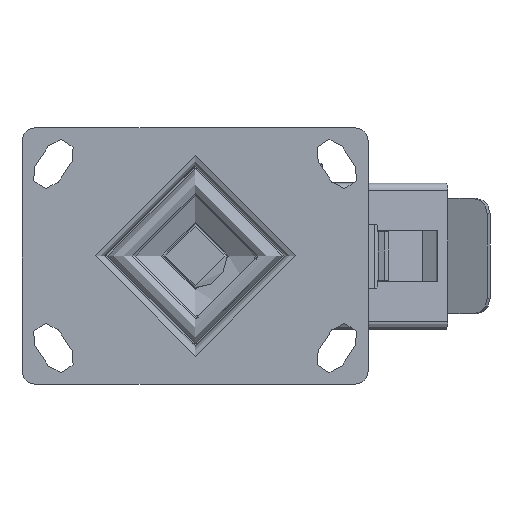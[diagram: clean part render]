
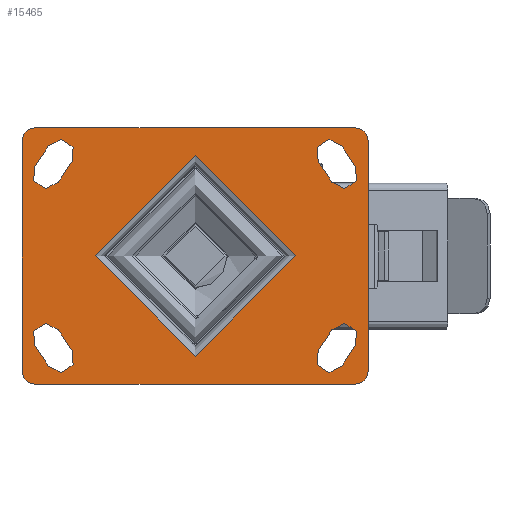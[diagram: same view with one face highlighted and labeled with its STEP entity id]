
A CAD part, top view. The second image highlights one B-rep face of the part: STEP entity #15465.
In plain terms, the highlighted planar face has unit normal (0, 0, 1).
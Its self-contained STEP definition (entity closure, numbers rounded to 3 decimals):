
#1115=FACE_BOUND('',#5239,.T.);
#1116=FACE_BOUND('',#5240,.T.);
#1117=FACE_BOUND('',#5241,.T.);
#1118=FACE_BOUND('',#5242,.T.);
#1119=FACE_BOUND('',#5243,.T.);
#1281=PLANE('',#16796);
#1873=LINE('',#22650,#3007);
#1875=LINE('',#22653,#3009);
#1877=LINE('',#22656,#3011);
#1879=LINE('',#22659,#3013);
#1881=LINE('',#22662,#3015);
#1883=LINE('',#22665,#3017);
#1885=LINE('',#22668,#3019);
#1887=LINE('',#22671,#3021);
#1888=LINE('',#22673,#3022);
#1890=LINE('',#22676,#3024);
#1891=LINE('',#22677,#3025);
#1892=LINE('',#22678,#3026);
#3007=VECTOR('',#18536,1000.);
#3009=VECTOR('',#18540,1000.);
#3011=VECTOR('',#18544,1000.);
#3013=VECTOR('',#18548,1000.);
#3015=VECTOR('',#18552,1000.);
#3017=VECTOR('',#18556,1000.);
#3019=VECTOR('',#18560,1000.);
#3021=VECTOR('',#18564,1000.);
#3022=VECTOR('',#18567,1000.);
#3024=VECTOR('',#18571,1000.);
#3025=VECTOR('',#18572,1000.);
#3026=VECTOR('',#18573,1000.);
#4300=FACE_OUTER_BOUND('',#5238,.T.);
#5238=EDGE_LOOP('',(#11032,#11033,#11034,#11035,#11036,#11037,#11038,#11039));
#5239=EDGE_LOOP('',(#11040,#11041,#11042,#11043));
#5240=EDGE_LOOP('',(#11044,#11045,#11046,#11047));
#5241=EDGE_LOOP('',(#11048,#11049,#11050,#11051));
#5242=EDGE_LOOP('',(#11052,#11053,#11054,#11055));
#5243=EDGE_LOOP('',(#11056));
#6307=CIRCLE('',#16615,39.);
#6420=CIRCLE('',#16752,5.);
#6422=CIRCLE('',#16755,5.);
#6424=CIRCLE('',#16758,5.);
#6426=CIRCLE('',#16761,5.);
#6429=CIRCLE('',#16765,5.5);
#6430=CIRCLE('',#16767,5.5);
#6433=CIRCLE('',#16771,5.5);
#6434=CIRCLE('',#16773,5.5);
#6437=CIRCLE('',#16777,5.5);
#6438=CIRCLE('',#16779,5.5);
#6441=CIRCLE('',#16783,5.5);
#6442=CIRCLE('',#16785,5.5);
#6887=VERTEX_POINT('',#22183);
#7054=VERTEX_POINT('',#22541);
#7055=VERTEX_POINT('',#22542);
#7058=VERTEX_POINT('',#22550);
#7059=VERTEX_POINT('',#22551);
#7062=VERTEX_POINT('',#22559);
#7063=VERTEX_POINT('',#22560);
#7066=VERTEX_POINT('',#22568);
#7067=VERTEX_POINT('',#22569);
#7072=VERTEX_POINT('',#22580);
#7073=VERTEX_POINT('',#22582);
#7074=VERTEX_POINT('',#22586);
#7075=VERTEX_POINT('',#22587);
#7080=VERTEX_POINT('',#22598);
#7081=VERTEX_POINT('',#22600);
#7082=VERTEX_POINT('',#22604);
#7083=VERTEX_POINT('',#22605);
#7088=VERTEX_POINT('',#22616);
#7089=VERTEX_POINT('',#22618);
#7090=VERTEX_POINT('',#22622);
#7091=VERTEX_POINT('',#22623);
#7096=VERTEX_POINT('',#22634);
#7097=VERTEX_POINT('',#22636);
#7098=VERTEX_POINT('',#22640);
#7099=VERTEX_POINT('',#22641);
#8416=EDGE_CURVE('',#6887,#6887,#6307,.T.);
#8595=EDGE_CURVE('',#7054,#7055,#6420,.T.);
#8599=EDGE_CURVE('',#7058,#7059,#6422,.T.);
#8603=EDGE_CURVE('',#7062,#7063,#6424,.T.);
#8607=EDGE_CURVE('',#7066,#7067,#6426,.T.);
#8613=EDGE_CURVE('',#7073,#7072,#6429,.T.);
#8615=EDGE_CURVE('',#7074,#7075,#6430,.T.);
#8621=EDGE_CURVE('',#7081,#7080,#6433,.T.);
#8623=EDGE_CURVE('',#7082,#7083,#6434,.T.);
#8629=EDGE_CURVE('',#7089,#7088,#6437,.T.);
#8631=EDGE_CURVE('',#7090,#7091,#6438,.T.);
#8637=EDGE_CURVE('',#7097,#7096,#6441,.T.);
#8639=EDGE_CURVE('',#7098,#7099,#6442,.T.);
#8644=EDGE_CURVE('',#7096,#7098,#1873,.T.);
#8646=EDGE_CURVE('',#7099,#7097,#1875,.T.);
#8648=EDGE_CURVE('',#7088,#7090,#1877,.T.);
#8650=EDGE_CURVE('',#7091,#7089,#1879,.T.);
#8652=EDGE_CURVE('',#7080,#7082,#1881,.T.);
#8654=EDGE_CURVE('',#7083,#7081,#1883,.T.);
#8656=EDGE_CURVE('',#7072,#7074,#1885,.T.);
#8658=EDGE_CURVE('',#7075,#7073,#1887,.T.);
#8659=EDGE_CURVE('',#7067,#7054,#1888,.T.);
#8661=EDGE_CURVE('',#7063,#7066,#1890,.T.);
#8662=EDGE_CURVE('',#7059,#7062,#1891,.T.);
#8663=EDGE_CURVE('',#7055,#7058,#1892,.T.);
#11032=ORIENTED_EDGE('',*,*,#8607,.F.);
#11033=ORIENTED_EDGE('',*,*,#8661,.F.);
#11034=ORIENTED_EDGE('',*,*,#8603,.F.);
#11035=ORIENTED_EDGE('',*,*,#8662,.F.);
#11036=ORIENTED_EDGE('',*,*,#8599,.F.);
#11037=ORIENTED_EDGE('',*,*,#8663,.F.);
#11038=ORIENTED_EDGE('',*,*,#8595,.F.);
#11039=ORIENTED_EDGE('',*,*,#8659,.F.);
#11040=ORIENTED_EDGE('',*,*,#8637,.T.);
#11041=ORIENTED_EDGE('',*,*,#8644,.T.);
#11042=ORIENTED_EDGE('',*,*,#8639,.T.);
#11043=ORIENTED_EDGE('',*,*,#8646,.T.);
#11044=ORIENTED_EDGE('',*,*,#8629,.T.);
#11045=ORIENTED_EDGE('',*,*,#8648,.T.);
#11046=ORIENTED_EDGE('',*,*,#8631,.T.);
#11047=ORIENTED_EDGE('',*,*,#8650,.T.);
#11048=ORIENTED_EDGE('',*,*,#8621,.T.);
#11049=ORIENTED_EDGE('',*,*,#8652,.T.);
#11050=ORIENTED_EDGE('',*,*,#8623,.T.);
#11051=ORIENTED_EDGE('',*,*,#8654,.T.);
#11052=ORIENTED_EDGE('',*,*,#8613,.T.);
#11053=ORIENTED_EDGE('',*,*,#8656,.T.);
#11054=ORIENTED_EDGE('',*,*,#8615,.T.);
#11055=ORIENTED_EDGE('',*,*,#8658,.T.);
#11056=ORIENTED_EDGE('',*,*,#8416,.F.);
#15465=ADVANCED_FACE('',(#4300,#1115,#1116,#1117,#1118,#1119),#1281,.T.);
#16615=AXIS2_PLACEMENT_3D('',#22184,#18111,#18112);
#16752=AXIS2_PLACEMENT_3D('',#22543,#18439,#18440);
#16755=AXIS2_PLACEMENT_3D('',#22552,#18447,#18448);
#16758=AXIS2_PLACEMENT_3D('',#22561,#18455,#18456);
#16761=AXIS2_PLACEMENT_3D('',#22570,#18463,#18464);
#16765=AXIS2_PLACEMENT_3D('',#22583,#18474,#18475);
#16767=AXIS2_PLACEMENT_3D('',#22588,#18479,#18480);
#16771=AXIS2_PLACEMENT_3D('',#22601,#18490,#18491);
#16773=AXIS2_PLACEMENT_3D('',#22606,#18495,#18496);
#16777=AXIS2_PLACEMENT_3D('',#22619,#18506,#18507);
#16779=AXIS2_PLACEMENT_3D('',#22624,#18511,#18512);
#16783=AXIS2_PLACEMENT_3D('',#22637,#18522,#18523);
#16785=AXIS2_PLACEMENT_3D('',#22642,#18527,#18528);
#16796=AXIS2_PLACEMENT_3D('',#22675,#18569,#18570);
#18111=DIRECTION('center_axis',(0.,0.,1.));
#18112=DIRECTION('ref_axis',(0.,-1.,0.));
#18439=DIRECTION('center_axis',(0.,0.,-1.));
#18440=DIRECTION('ref_axis',(0.707,0.707,0.));
#18447=DIRECTION('center_axis',(0.,0.,-1.));
#18448=DIRECTION('ref_axis',(0.707,-0.707,0.));
#18455=DIRECTION('center_axis',(0.,0.,-1.));
#18456=DIRECTION('ref_axis',(-0.707,-0.707,0.));
#18463=DIRECTION('center_axis',(0.,0.,-1.));
#18464=DIRECTION('ref_axis',(-0.707,0.707,0.));
#18474=DIRECTION('center_axis',(0.,0.,-1.));
#18475=DIRECTION('ref_axis',(-1.,0.,0.));
#18479=DIRECTION('center_axis',(0.,0.,-1.));
#18480=DIRECTION('ref_axis',(-1.,0.,0.));
#18490=DIRECTION('center_axis',(0.,0.,-1.));
#18491=DIRECTION('ref_axis',(1.,0.,0.));
#18495=DIRECTION('center_axis',(0.,0.,-1.));
#18496=DIRECTION('ref_axis',(1.,0.,0.));
#18506=DIRECTION('center_axis',(0.,0.,-1.));
#18507=DIRECTION('ref_axis',(1.,0.,0.));
#18511=DIRECTION('center_axis',(0.,0.,-1.));
#18512=DIRECTION('ref_axis',(1.,0.,0.));
#18522=DIRECTION('center_axis',(0.,0.,-1.));
#18523=DIRECTION('ref_axis',(-1.,0.,0.));
#18527=DIRECTION('center_axis',(0.,0.,-1.));
#18528=DIRECTION('ref_axis',(-1.,0.,0.));
#18536=DIRECTION('',(0.555,0.832,0.));
#18540=DIRECTION('',(-0.555,-0.832,0.));
#18544=DIRECTION('',(-0.555,0.832,0.));
#18548=DIRECTION('',(0.555,-0.832,0.));
#18552=DIRECTION('',(-0.555,-0.832,0.));
#18556=DIRECTION('',(0.555,0.832,0.));
#18560=DIRECTION('',(0.555,-0.832,0.));
#18564=DIRECTION('',(-0.555,0.832,0.));
#18567=DIRECTION('',(1.,0.,0.));
#18569=DIRECTION('center_axis',(0.,0.,1.));
#18570=DIRECTION('ref_axis',(1.,0.,0.));
#18571=DIRECTION('',(0.,1.,0.));
#18572=DIRECTION('',(-1.,0.,0.));
#18573=DIRECTION('',(0.,-1.,0.));
#22183=CARTESIAN_POINT('',(39.,0.,0.));
#22184=CARTESIAN_POINT('Origin',(0.,0.,0.));
#22541=CARTESIAN_POINT('',(62.5,50.,0.));
#22542=CARTESIAN_POINT('',(67.5,45.,0.));
#22543=CARTESIAN_POINT('Origin',(62.5,45.,0.));
#22550=CARTESIAN_POINT('',(67.5,-45.,0.));
#22551=CARTESIAN_POINT('',(62.5,-50.,0.));
#22552=CARTESIAN_POINT('Origin',(62.5,-45.,0.));
#22559=CARTESIAN_POINT('',(-62.5,-50.,0.));
#22560=CARTESIAN_POINT('',(-67.5,-45.,0.));
#22561=CARTESIAN_POINT('Origin',(-62.5,-45.,0.));
#22568=CARTESIAN_POINT('',(-67.5,45.,0.));
#22569=CARTESIAN_POINT('',(-62.5,50.,0.));
#22570=CARTESIAN_POINT('Origin',(-62.5,45.,0.));
#22580=CARTESIAN_POINT('',(57.15,42.938,0.));
#22582=CARTESIAN_POINT('',(48.,36.838,0.));
#22583=CARTESIAN_POINT('Origin',(52.5,40.,0.));
#22586=CARTESIAN_POINT('',(62.5,34.912,0.));
#22587=CARTESIAN_POINT('',(53.35,28.812,0.));
#22588=CARTESIAN_POINT('Origin',(58.,31.75,0.));
#22598=CARTESIAN_POINT('',(-48.,36.838,0.));
#22600=CARTESIAN_POINT('',(-57.15,42.938,0.));
#22601=CARTESIAN_POINT('Origin',(-52.5,40.,0.));
#22604=CARTESIAN_POINT('',(-53.35,28.812,0.));
#22605=CARTESIAN_POINT('',(-62.5,34.912,0.));
#22606=CARTESIAN_POINT('Origin',(-58.,31.75,0.));
#22616=CARTESIAN_POINT('',(-57.15,-42.938,0.));
#22618=CARTESIAN_POINT('',(-48.,-36.838,0.));
#22619=CARTESIAN_POINT('Origin',(-52.5,-40.,0.));
#22622=CARTESIAN_POINT('',(-62.5,-34.912,0.));
#22623=CARTESIAN_POINT('',(-53.35,-28.812,0.));
#22624=CARTESIAN_POINT('Origin',(-58.,-31.75,0.));
#22634=CARTESIAN_POINT('',(48.,-36.838,0.));
#22636=CARTESIAN_POINT('',(57.15,-42.938,0.));
#22637=CARTESIAN_POINT('Origin',(52.5,-40.,0.));
#22640=CARTESIAN_POINT('',(53.35,-28.812,0.));
#22641=CARTESIAN_POINT('',(62.5,-34.912,0.));
#22642=CARTESIAN_POINT('Origin',(58.,-31.75,0.));
#22650=CARTESIAN_POINT('',(50.454,-33.157,0.));
#22653=CARTESIAN_POINT('',(59.604,-39.257,0.));
#22656=CARTESIAN_POINT('',(-59.604,-39.257,0.));
#22659=CARTESIAN_POINT('',(-50.454,-33.157,0.));
#22662=CARTESIAN_POINT('',(-50.454,33.157,0.));
#22665=CARTESIAN_POINT('',(-59.604,39.257,0.));
#22668=CARTESIAN_POINT('',(59.604,39.257,0.));
#22671=CARTESIAN_POINT('',(50.454,33.157,0.));
#22673=CARTESIAN_POINT('',(0.,50.,0.));
#22675=CARTESIAN_POINT('Origin',(0.,0.,0.));
#22676=CARTESIAN_POINT('',(-67.5,0.,0.));
#22677=CARTESIAN_POINT('',(0.,-50.,0.));
#22678=CARTESIAN_POINT('',(67.5,0.,0.));
